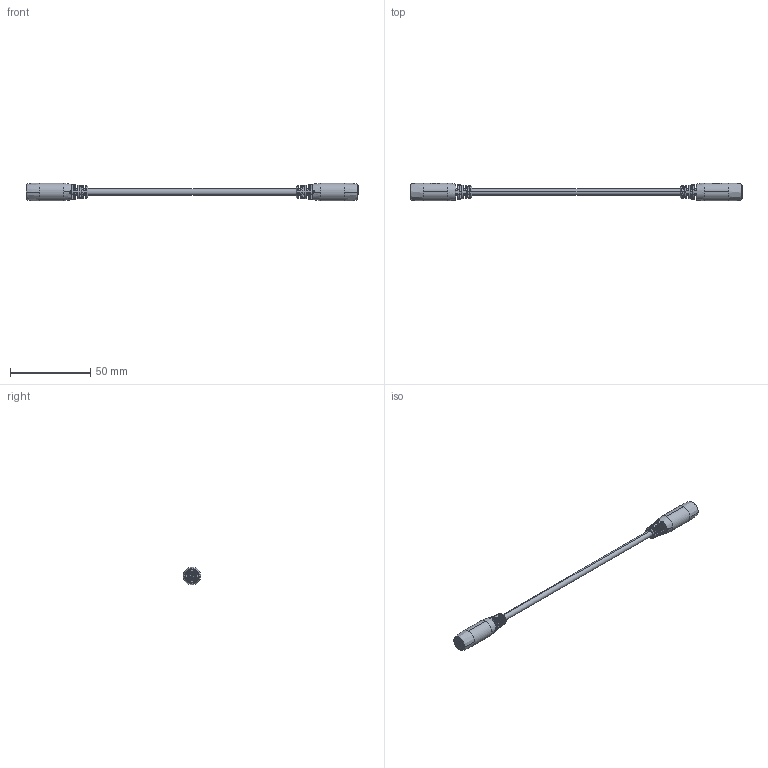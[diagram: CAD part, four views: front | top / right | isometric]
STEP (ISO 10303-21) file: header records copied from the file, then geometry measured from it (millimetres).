
FILE_DESCRIPTION (( 'STEP AP203' ), '1' );
FILE_NAME ('10-02148_revA.STEP', '2017-03-01T00:21:36', ( '' ), ( '' ), 'SwSTEP 2.0', 'SolidWorks 2015', '' );
FILE_SCHEMA (( 'CONFIG_CONTROL_DESIGN' ));
Length unit declared in the file: millimetre
Products named in the file (9): 50-00039 ring; 24-00036; 50-00039 contact 2; 50-00039 insulator; 50-00039; 50-00039 contact 1; 50-00039 shell; 10-02148_revA; 30-00177_blunt cut
Assembly tree (10 placements, depth 3):
  10-02148_revA
    30-00177_blunt cut
    24-00036  x2
    50-00039  x2
      50-00039 contact 1
      50-00039 contact 2
      50-00039 insulator
      50-00039 ring
      50-00039 shell
Bounding box: 207 x 11 x 11 mm (x, y, z)
Volume: 8115.5 mm3; surface area: 21797.8 mm2
Topology: 78 solids, 78 shells, 1298 faces, 3332 edges, 2188 vertices
Faces by surface type: plane 514, cylinder 470, bspline 194, torus 60, cone 60
Entity records: 29842 total; most frequent: CARTESIAN_POINT 9061, ORIENTED_EDGE 4094, DIRECTION 4093, EDGE_CURVE 2047, AXIS2_PLACEMENT_3D 1677, VERTEX_POINT 1348, EDGE_LOOP 993, CIRCLE 920
